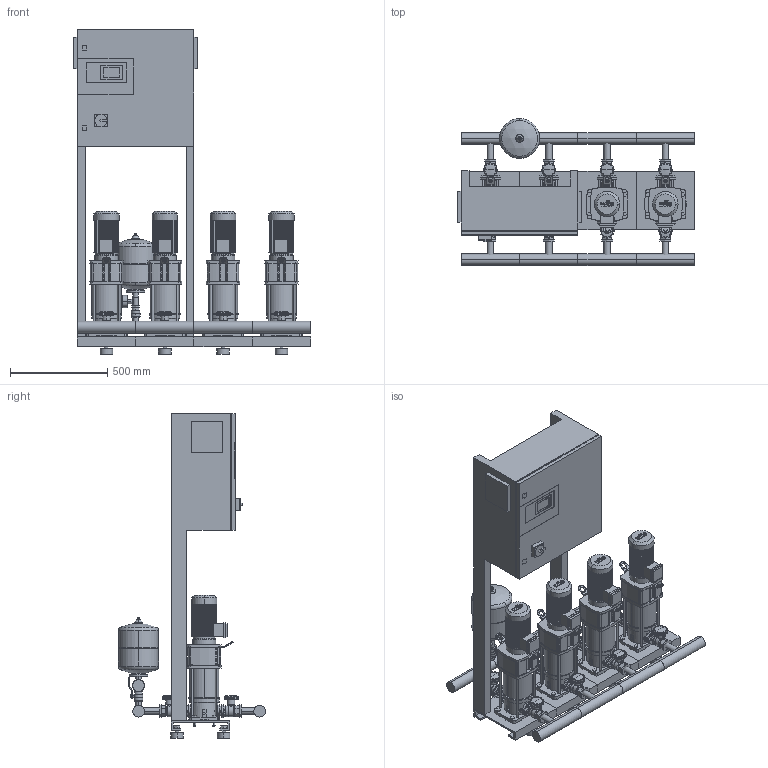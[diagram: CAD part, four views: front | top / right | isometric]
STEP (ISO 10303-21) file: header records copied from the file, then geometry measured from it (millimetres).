
FILE_DESCRIPTION((''),'2;1');
FILE_NAME('3d_CO-4HELIXV404_K_CC-01-2536426.stp','2016-01-25T09:06:31',(''),(''),'Mechanical Desktop 2009','Mechanical Desktop 2009',', , ');
FILE_SCHEMA(('CONFIG_CONTROL_DESIGN'));
Length unit declared in the file: millimetre
Products named in the file (1): Product
Bounding box: 1220 x 756.15 x 1670 mm (x, y, z)
Volume: 166361529.4 mm3; surface area: 8420428.2 mm2
Topology: 162 solids, 162 shells, 4911 faces, 12575 edges, 8264 vertices
Faces by surface type: plane 2255, cylinder 1352, bspline 1074, cone 204, torus 24, sphere 2
Entity records: 156873 total; most frequent: CARTESIAN_POINT 37955, ORIENTED_EDGE 25118, DIRECTION 23305, EDGE_CURVE 12559, VECTOR 8273, LINE 8273, VERTEX_POINT 8258, AXIS2_PLACEMENT_3D 7516
